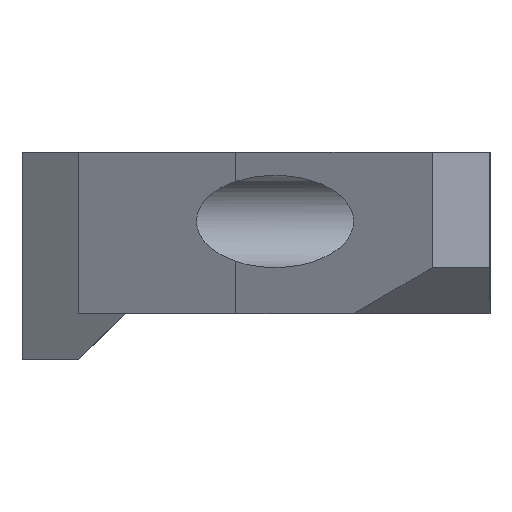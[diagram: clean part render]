
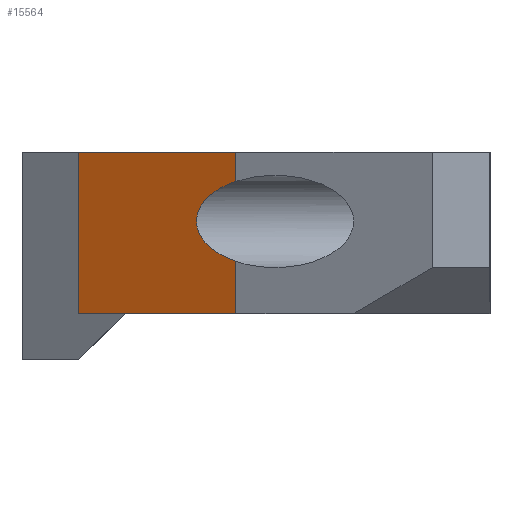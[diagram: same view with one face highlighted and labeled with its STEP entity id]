
A CAD part, left-side view. The second image highlights one B-rep face of the part: STEP entity #15564.
In plain terms, the highlighted planar face has unit normal (-0.862, 0.507, 0).
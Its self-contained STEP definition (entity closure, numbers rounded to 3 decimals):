
#20=ELLIPSE('',#16708,3.945,2.);
#133=FACE_OUTER_BOUND('',#1262,.T.);
#1262=EDGE_LOOP('',(#10418,#10419,#10420,#10421,#10422,#10423));
#2466=LINE('',#22562,#4656);
#2642=LINE('',#22927,#4832);
#2643=LINE('',#22929,#4833);
#2644=LINE('',#22930,#4834);
#2645=LINE('',#22931,#4835);
#4656=VECTOR('',#17961,1.);
#4832=VECTOR('',#18319,1.);
#4833=VECTOR('',#18320,1.);
#4834=VECTOR('',#18321,1.);
#4835=VECTOR('',#18322,1.);
#6827=VERTEX_POINT('',#22559);
#6828=VERTEX_POINT('',#22561);
#6920=VERTEX_POINT('',#22910);
#6921=VERTEX_POINT('',#22912);
#6926=VERTEX_POINT('',#22926);
#6927=VERTEX_POINT('',#22928);
#7914=EDGE_CURVE('',#6827,#6828,#2466,.T.);
#8091=EDGE_CURVE('',#6921,#6920,#20,.T.);
#8098=EDGE_CURVE('',#6920,#6926,#2642,.T.);
#8099=EDGE_CURVE('',#6927,#6926,#2643,.T.);
#8100=EDGE_CURVE('',#6927,#6828,#2644,.T.);
#8101=EDGE_CURVE('',#6921,#6827,#2645,.T.);
#10418=ORIENTED_EDGE('',*,*,#8091,.T.);
#10419=ORIENTED_EDGE('',*,*,#8098,.T.);
#10420=ORIENTED_EDGE('',*,*,#8099,.F.);
#10421=ORIENTED_EDGE('',*,*,#8100,.T.);
#10422=ORIENTED_EDGE('',*,*,#7914,.F.);
#10423=ORIENTED_EDGE('',*,*,#8101,.F.);
#14435=PLANE('',#16715);
#15564=ADVANCED_FACE('',(#133),#14435,.T.);
#16708=AXIS2_PLACEMENT_3D('',#22913,#18302,#18303);
#16715=AXIS2_PLACEMENT_3D('',#22925,#18317,#18318);
#17961=DIRECTION('',(0.507,0.862,0.));
#18302=DIRECTION('center_axis',(0.862,-0.507,0.));
#18303=DIRECTION('ref_axis',(0.507,0.862,0.));
#18317=DIRECTION('center_axis',(-0.862,0.507,0.));
#18318=DIRECTION('ref_axis',(0.,0.,1.));
#18319=DIRECTION('',(0.,0.,1.));
#18320=DIRECTION('',(-0.507,-0.862,0.));
#18321=DIRECTION('',(0.,0.,-1.));
#18322=DIRECTION('',(0.,0.,-1.));
#22559=CARTESIAN_POINT('',(165.,-137.,-378.));
#22561=CARTESIAN_POINT('',(169.,-130.2,-378.));
#22562=CARTESIAN_POINT('',(165.,-137.,-378.));
#22910=CARTESIAN_POINT('',(165.,-137.,-372.268));
#22912=CARTESIAN_POINT('',(165.,-137.,-375.732));
#22913=CARTESIAN_POINT('Origin',(164.,-138.7,-374.));
#22925=CARTESIAN_POINT('Origin',(168.412,-131.2,-374.282));
#22926=CARTESIAN_POINT('',(165.,-137.,-371.));
#22927=CARTESIAN_POINT('',(165.,-137.,-374.282));
#22928=CARTESIAN_POINT('',(169.,-130.2,-371.));
#22929=CARTESIAN_POINT('',(164.996,-137.007,-371.));
#22930=CARTESIAN_POINT('',(169.,-130.2,-376.141));
#22931=CARTESIAN_POINT('',(165.,-137.,-372.641));
